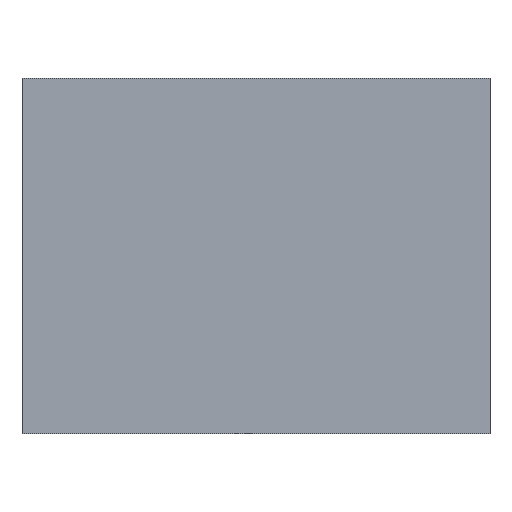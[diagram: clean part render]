
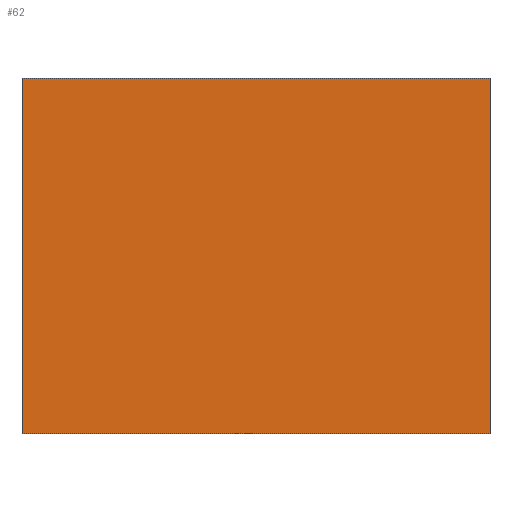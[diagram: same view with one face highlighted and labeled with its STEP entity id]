
A CAD part, left-side view. The second image highlights one B-rep face of the part: STEP entity #62.
In plain terms, the highlighted planar face has unit normal (-1, 0, 0).
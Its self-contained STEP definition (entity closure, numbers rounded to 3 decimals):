
#11 = VECTOR ( 'NONE', #40, 1000. ) ;
#14 = CARTESIAN_POINT ( 'NONE',  ( -12.5, -6.25, 4.75 ) ) ;
#15 = CARTESIAN_POINT ( 'NONE',  ( -12.5, 6.25, -4.75 ) ) ;
#39 = CARTESIAN_POINT ( 'NONE',  ( -12.5, -6.25, 4.75 ) ) ;
#40 = DIRECTION ( 'NONE',  ( 0., -1., 0. ) ) ;
#50 = EDGE_CURVE ( 'NONE', #65, #119, #154, .T. ) ;
#55 = ORIENTED_EDGE ( 'NONE', *, *, #177, .T. ) ;
#62 = ADVANCED_FACE ( 'NONE', ( #204 ), #172, .F. ) ;
#65 = VERTEX_POINT ( 'NONE', #15 ) ;
#66 = VECTOR ( 'NONE', #116, 1000. ) ;
#77 = EDGE_LOOP ( 'NONE', ( #160, #207, #102, #55 ) ) ;
#84 = CARTESIAN_POINT ( 'NONE',  ( -12.5, -6.25, -4.75 ) ) ;
#85 = CARTESIAN_POINT ( 'NONE',  ( -12.5, 6.25, 4.75 ) ) ;
#86 = LINE ( 'NONE', #14, #135 ) ;
#92 = LINE ( 'NONE', #213, #66 ) ;
#99 = AXIS2_PLACEMENT_3D ( 'NONE', #39, #121, #138 ) ;
#102 = ORIENTED_EDGE ( 'NONE', *, *, #183, .F. ) ;
#105 = CARTESIAN_POINT ( 'NONE',  ( -12.5, -6.25, 4.75 ) ) ;
#116 = DIRECTION ( 'NONE',  ( 0., -1., 0. ) ) ;
#119 = VERTEX_POINT ( 'NONE', #155 ) ;
#121 = DIRECTION ( 'NONE',  ( 1., 0., 0. ) ) ;
#135 = VECTOR ( 'NONE', #136, 1000. ) ;
#136 = DIRECTION ( 'NONE',  ( 0., 0., -1. ) ) ;
#138 = DIRECTION ( 'NONE',  ( 0., 0., -1. ) ) ;
#139 = VERTEX_POINT ( 'NONE', #105 ) ;
#154 = LINE ( 'NONE', #84, #11 ) ;
#155 = CARTESIAN_POINT ( 'NONE',  ( -12.5, -6.25, -4.75 ) ) ;
#160 = ORIENTED_EDGE ( 'NONE', *, *, #50, .T. ) ;
#170 = CARTESIAN_POINT ( 'NONE',  ( -12.5, 6.25, 4.75 ) ) ;
#172 = PLANE ( 'NONE',  #99 ) ;
#177 = EDGE_CURVE ( 'NONE', #180, #65, #203, .T. ) ;
#180 = VERTEX_POINT ( 'NONE', #170 ) ;
#182 = VECTOR ( 'NONE', #209, 1000. ) ;
#183 = EDGE_CURVE ( 'NONE', #180, #139, #92, .T. ) ;
#203 = LINE ( 'NONE', #85, #182 ) ;
#204 = FACE_OUTER_BOUND ( 'NONE', #77, .T. ) ;
#207 = ORIENTED_EDGE ( 'NONE', *, *, #234, .F. ) ;
#209 = DIRECTION ( 'NONE',  ( 0., 0., -1. ) ) ;
#213 = CARTESIAN_POINT ( 'NONE',  ( -12.5, -6.25, 4.75 ) ) ;
#234 = EDGE_CURVE ( 'NONE', #139, #119, #86, .T. ) ;
